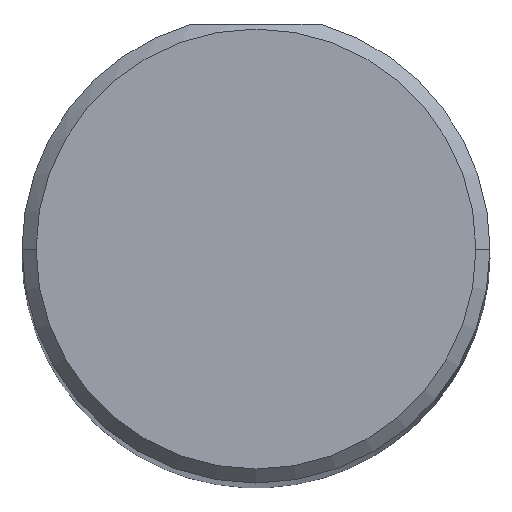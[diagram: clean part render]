
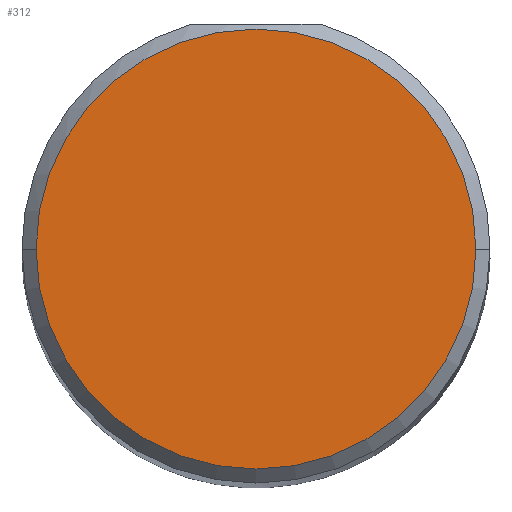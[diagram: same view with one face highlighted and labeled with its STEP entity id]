
A CAD part, top view. The second image highlights one B-rep face of the part: STEP entity #312.
In plain terms, the highlighted planar face has unit normal (0, 0, 1).
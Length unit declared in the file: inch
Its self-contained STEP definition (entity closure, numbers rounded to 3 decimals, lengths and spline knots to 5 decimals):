
#147 = AXIS2_PLACEMENT_3D ( 'NONE', #319, #173, #455 ) ;
#149 = ORIENTED_EDGE ( 'NONE', *, *, #314, .T. ) ;
#153 = EDGE_CURVE ( 'NONE', #298, #386, #232, .T. ) ;
#173 = DIRECTION ( 'NONE',  ( 0., 0., 1. ) ) ;
#190 = AXIS2_PLACEMENT_3D ( 'NONE', #365, #492, #413 ) ;
#221 = CARTESIAN_POINT ( 'NONE',  ( 0., 0., 6. ) ) ;
#232 = CIRCLE ( 'NONE', #340, 0.235 ) ;
#239 = PLANE ( 'NONE',  #147 ) ;
#251 = EDGE_LOOP ( 'NONE', ( #303, #149 ) ) ;
#258 = DIRECTION ( 'NONE',  ( 0., 0., 1. ) ) ;
#277 = FACE_OUTER_BOUND ( 'NONE', #251, .T. ) ;
#298 = VERTEX_POINT ( 'NONE', #358 ) ;
#303 = ORIENTED_EDGE ( 'NONE', *, *, #153, .T. ) ;
#308 = CIRCLE ( 'NONE', #190, 0.235 ) ;
#312 = ADVANCED_FACE ( 'NONE', ( #277 ), #239, .T. ) ;
#314 = EDGE_CURVE ( 'NONE', #386, #298, #308, .T. ) ;
#319 = CARTESIAN_POINT ( 'NONE',  ( 0., 0., 6. ) ) ;
#340 = AXIS2_PLACEMENT_3D ( 'NONE', #221, #258, #507 ) ;
#358 = CARTESIAN_POINT ( 'NONE',  ( -0.235, 0., 6. ) ) ;
#365 = CARTESIAN_POINT ( 'NONE',  ( 0., 0., 6. ) ) ;
#386 = VERTEX_POINT ( 'NONE', #421 ) ;
#413 = DIRECTION ( 'NONE',  ( 1., 0., 0. ) ) ;
#421 = CARTESIAN_POINT ( 'NONE',  ( 0.235, 0., 6. ) ) ;
#455 = DIRECTION ( 'NONE',  ( 1., 0., 0. ) ) ;
#492 = DIRECTION ( 'NONE',  ( 0., 0., 1. ) ) ;
#507 = DIRECTION ( 'NONE',  ( 1., 0., 0. ) ) ;
